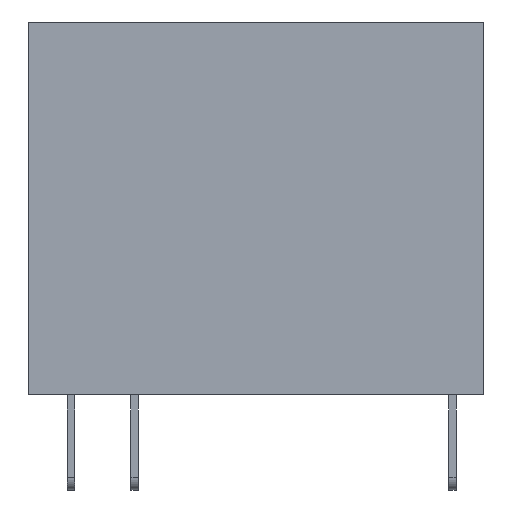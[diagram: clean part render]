
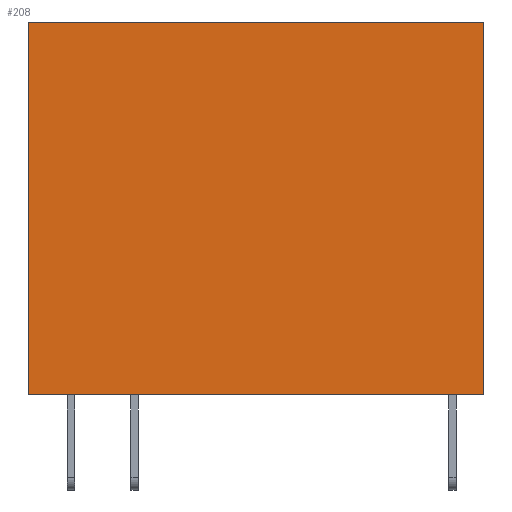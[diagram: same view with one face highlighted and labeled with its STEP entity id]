
A CAD part, front view. The second image highlights one B-rep face of the part: STEP entity #208.
In plain terms, the highlighted planar face has unit normal (0, -1, 0).
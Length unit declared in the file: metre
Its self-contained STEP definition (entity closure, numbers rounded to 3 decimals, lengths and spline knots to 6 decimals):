
#122 = EDGE_CURVE( '', #321, #322, #323, .T. );
#156 = EDGE_CURVE( '', #380, #321, #381, .T. );
#180 = EDGE_CURVE( '', #335, #322, #417, .T. );
#208 = ADVANCED_FACE( '', ( #453 ), #454, .F. );
#230 = EDGE_CURVE( '', #380, #335, #482, .T. );
#321 = VERTEX_POINT( '', #581 );
#322 = VERTEX_POINT( '', #582 );
#323 = LINE( '', #583, #584 );
#335 = VERTEX_POINT( '', #601 );
#380 = VERTEX_POINT( '', #663 );
#381 = LINE( '', #664, #665 );
#417 = LINE( '', #709, #710 );
#453 = FACE_OUTER_BOUND( '', #763, .T. );
#454 = PLANE( '', #764 );
#482 = LINE( '', #805, #806 );
#581 = CARTESIAN_POINT( '', ( -0.0091, -0.005078, 0.000054 ) );
#582 = CARTESIAN_POINT( '', ( 0.0091, -0.005078, 0.000054 ) );
#583 = CARTESIAN_POINT( '', ( -0.0091, -0.005078, 0.000054 ) );
#584 = VECTOR( '', #915, 1. );
#601 = CARTESIAN_POINT( '', ( 0.0091, -0.005078, 0.014954 ) );
#663 = CARTESIAN_POINT( '', ( -0.0091, -0.005078, 0.014954 ) );
#664 = CARTESIAN_POINT( '', ( -0.0091, -0.005078, 0.014954 ) );
#665 = VECTOR( '', #985, 1. );
#709 = CARTESIAN_POINT( '', ( 0.0091, -0.005078, 0.014954 ) );
#710 = VECTOR( '', #1045, 1. );
#763 = EDGE_LOOP( '', ( #1090, #1091, #1092, #1093 ) );
#764 = AXIS2_PLACEMENT_3D( '', #1094, #1095, #1096 );
#805 = CARTESIAN_POINT( '', ( -0.0091, -0.005078, 0.014954 ) );
#806 = VECTOR( '', #1132, 1. );
#915 = DIRECTION( '', ( 1., 0., 0. ) );
#985 = DIRECTION( '', ( 0., 0., -1. ) );
#1045 = DIRECTION( '', ( 0., 0., -1. ) );
#1090 = ORIENTED_EDGE( '', *, *, #122, .T. );
#1091 = ORIENTED_EDGE( '', *, *, #180, .F. );
#1092 = ORIENTED_EDGE( '', *, *, #230, .F. );
#1093 = ORIENTED_EDGE( '', *, *, #156, .T. );
#1094 = CARTESIAN_POINT( '', ( -0.0091, -0.005078, 0.014954 ) );
#1095 = DIRECTION( '', ( 0., 1., 0. ) );
#1096 = DIRECTION( '', ( 1., 0., 0. ) );
#1132 = DIRECTION( '', ( 1., 0., 0. ) );
